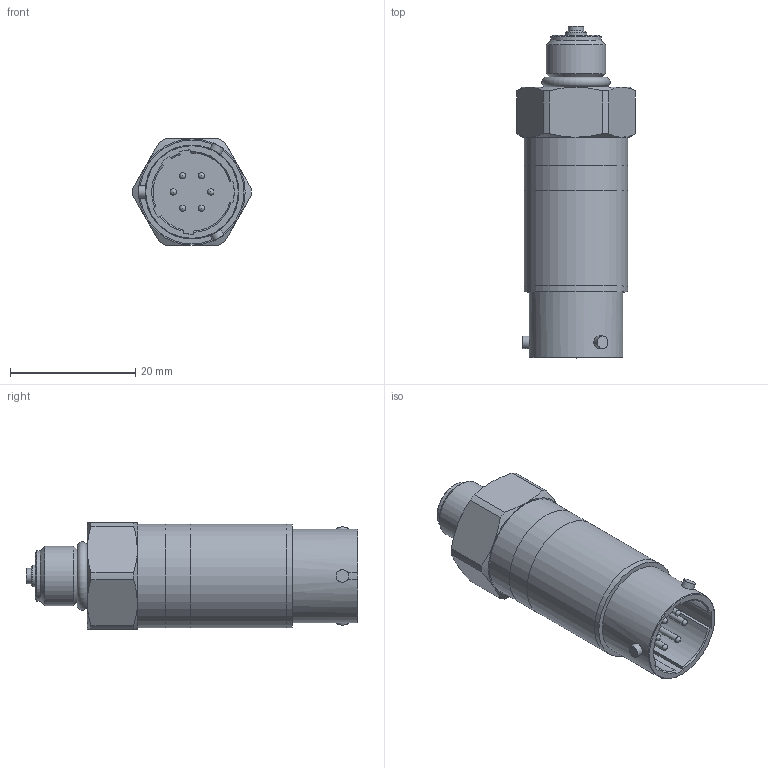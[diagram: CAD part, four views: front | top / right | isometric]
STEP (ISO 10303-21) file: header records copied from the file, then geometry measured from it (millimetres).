
FILE_DESCRIPTION (( 'STEP AP214' ), '1' );
FILE_NAME ('PDC167-12-03.STEP', '2019-09-12T09:09:48', ( '' ), ( '' ), 'SwSTEP 2.0', 'SolidWorks 2015', '' );
FILE_SCHEMA (( 'AUTOMOTIVE_DESIGN' ));
Length unit declared in the file: millimetre
Products named in the file (1): PDC167-12-03
Bounding box: 19 x 53.1 x 17 mm (x, y, z)
Surface area: 3957.4 mm2 (no closed solid volume)
Topology: 0 solids, 14 shells, 103 faces, 260 edges, 174 vertices
Faces by surface type: cylinder 39, plane 34, cone 22, sphere 6, torus 2
Full cylindrical faces by diameter (mm): 1 x6, 1.5 x1, 2 x3, 2.45 x1, 3.5 x1, 8 x1, 9.525 x1, 15 x1, 16.6 x4
Entity records: 4130 total; most frequent: CARTESIAN_POINT 793, DIRECTION 476, ORIENTED_EDGE 372, AXIS2_PLACEMENT_3D 209, EDGE_CURVE 206, VERTEX_POINT 152, EDGE_LOOP 145, FACE_OUTER_BOUND 122
